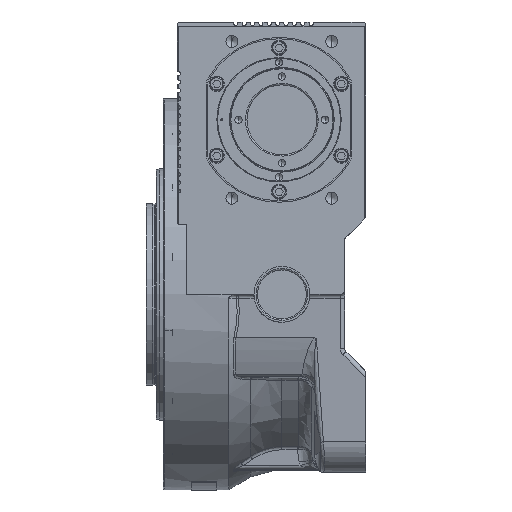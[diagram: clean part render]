
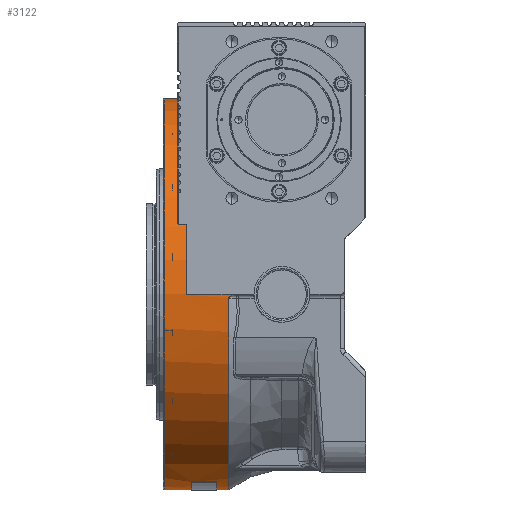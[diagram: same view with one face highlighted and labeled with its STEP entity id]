
A CAD part, left-side view. The second image highlights one B-rep face of the part: STEP entity #3122.
In plain terms, the highlighted cylindrical face has radius 140 mm (diameter 280 mm), a partial arc.
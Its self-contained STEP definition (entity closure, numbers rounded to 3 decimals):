
#194 = DIRECTION ( 'NONE',  ( 0., -1., 0. ) ) ;
#615 = DIRECTION ( 'NONE',  ( 0., 1., 0. ) ) ;
#631 = DIRECTION ( 'NONE',  ( 0., 1., 0. ) ) ;
#728 = VECTOR ( 'NONE', #194, 1000. ) ;
#1134 = DIRECTION ( 'NONE',  ( 0., 1., 0. ) ) ;
#1193 = VERTEX_POINT ( 'NONE', #58858 ) ;
#1342 = ORIENTED_EDGE ( 'NONE', *, *, #9794, .T. ) ;
#1954 = CARTESIAN_POINT ( 'NONE',  ( 0., 84.2, -140. ) ) ;
#2047 = CARTESIAN_POINT ( 'NONE',  ( -139.995, 36.913, -1.231 ) ) ;
#2540 = CARTESIAN_POINT ( 'NONE',  ( -139.972, 38., -2.793 ) ) ;
#3122 = ADVANCED_FACE ( 'NONE', ( #14242 ), #6370, .T. ) ;
#4689 = AXIS2_PLACEMENT_3D ( 'NONE', #30548, #91846, #37921 ) ;
#5675 = VECTOR ( 'NONE', #73972, 1000. ) ;
#5837 = EDGE_CURVE ( 'NONE', #85050, #53959, #89216, .T. ) ;
#6370 = CYLINDRICAL_SURFACE ( 'NONE', #71347, 140. ) ;
#6842 = DIRECTION ( 'NONE',  ( 0., 1., 0. ) ) ;
#7848 = AXIS2_PLACEMENT_3D ( 'NONE', #92401, #631, #55163 ) ;
#8465 = CARTESIAN_POINT ( 'NONE',  ( -140., 34.13, -0.181 ) ) ;
#9794 = EDGE_CURVE ( 'NONE', #1193, #84207, #94067, .T. ) ;
#10593 = DIRECTION ( 'NONE',  ( 0., 1., 0. ) ) ;
#14242 = FACE_OUTER_BOUND ( 'NONE', #21356, .T. ) ;
#15055 = CARTESIAN_POINT ( 'NONE',  ( 0., 55., 140. ) ) ;
#16306 = CARTESIAN_POINT ( 'NONE',  ( -139.992, 37.26, -1.516 ) ) ;
#16604 = EDGE_CURVE ( 'NONE', #49912, #85050, #59108, .T. ) ;
#16802 = CARTESIAN_POINT ( 'NONE',  ( -139.986, 37.666, -1.961 ) ) ;
#20596 = VECTOR ( 'NONE', #1134, 1000. ) ;
#21356 = EDGE_LOOP ( 'NONE', ( #31024, #78083, #38497, #57055, #27939, #47823, #65064, #43212, #83072, #94603, #1342 ) ) ;
#21547 = EDGE_CURVE ( 'NONE', #66256, #85844, #77871, .T. ) ;
#22918 = CARTESIAN_POINT ( 'NONE',  ( -39.598, 64.5, -134.283 ) ) ;
#23789 = DIRECTION ( 'NONE',  ( 0., 0., 1. ) ) ;
#24170 = CARTESIAN_POINT ( 'NONE',  ( -139.991, 37.37, -1.618 ) ) ;
#24666 = CARTESIAN_POINT ( 'NONE',  ( -139.982, 37.823, -2.217 ) ) ;
#25145 = CARTESIAN_POINT ( 'NONE',  ( -139.98, 37.888, -2.355 ) ) ;
#25373 = DIRECTION ( 'NONE',  ( 0., 0., 1. ) ) ;
#26362 = VERTEX_POINT ( 'NONE', #70032 ) ;
#27939 = ORIENTED_EDGE ( 'NONE', *, *, #16604, .T. ) ;
#29578 = EDGE_CURVE ( 'NONE', #87356, #1193, #52800, .T. ) ;
#30548 = CARTESIAN_POINT ( 'NONE',  ( 0., 46.5, 0. ) ) ;
#31024 = ORIENTED_EDGE ( 'NONE', *, *, #59113, .F. ) ;
#31147 = CARTESIAN_POINT ( 'NONE',  ( -139.998, 36.127, -0.79 ) ) ;
#31621 = LINE ( 'NONE', #68402, #20596 ) ;
#32675 = EDGE_CURVE ( 'NONE', #49912, #26362, #75541, .T. ) ;
#33714 = CARTESIAN_POINT ( 'NONE',  ( 0., 55., -140. ) ) ;
#35740 = AXIS2_PLACEMENT_3D ( 'NONE', #77423, #93590, #25373 ) ;
#36530 = DIRECTION ( 'NONE',  ( 0., 0., 1. ) ) ;
#37530 = CARTESIAN_POINT ( 'NONE',  ( 0., 38., -140. ) ) ;
#37921 = DIRECTION ( 'NONE',  ( 0., 0., 1. ) ) ;
#38497 = ORIENTED_EDGE ( 'NONE', *, *, #84700, .T. ) ;
#39461 = CARTESIAN_POINT ( 'NONE',  ( -139.975, 37.976, -2.645 ) ) ;
#39868 = CARTESIAN_POINT ( 'NONE',  ( 0., 46.5, -140. ) ) ;
#40187 = CARTESIAN_POINT ( 'NONE',  ( -140., 68., 0. ) ) ;
#41846 = AXIS2_PLACEMENT_3D ( 'NONE', #67414, #615, #36530 ) ;
#43212 = ORIENTED_EDGE ( 'NONE', *, *, #21547, .F. ) ;
#43484 = CARTESIAN_POINT ( 'NONE',  ( -39.598, 55., -134.283 ) ) ;
#45861 = CARTESIAN_POINT ( 'NONE',  ( -139.999, 35.002, -0.382 ) ) ;
#47823 = ORIENTED_EDGE ( 'NONE', *, *, #5837, .T. ) ;
#48365 = DIRECTION ( 'NONE',  ( 0., -1., 0. ) ) ;
#49912 = VERTEX_POINT ( 'NONE', #40187 ) ;
#52800 = LINE ( 'NONE', #43484, #728 ) ;
#53724 = CARTESIAN_POINT ( 'NONE',  ( -140., 34.422, -0.239 ) ) ;
#53959 = VERTEX_POINT ( 'NONE', #75532 ) ;
#54682 = CARTESIAN_POINT ( 'NONE',  ( -139.996, 36.656, -1.069 ) ) ;
#55161 = CARTESIAN_POINT ( 'NONE',  ( -140., 32.656, 0. ) ) ;
#55163 = DIRECTION ( 'NONE',  ( 0., 0., 1. ) ) ;
#55252 = VERTEX_POINT ( 'NONE', #37530 ) ;
#57055 = ORIENTED_EDGE ( 'NONE', *, *, #32675, .F. ) ;
#58858 = CARTESIAN_POINT ( 'NONE',  ( -39.598, 46.5, -134.283 ) ) ;
#59108 = CIRCLE ( 'NONE', #41846, 140. ) ;
#59113 = EDGE_CURVE ( 'NONE', #55252, #84207, #31621, .T. ) ;
#60598 = CARTESIAN_POINT ( 'NONE',  ( -139.988, 37.573, -1.84 ) ) ;
#61068 = CARTESIAN_POINT ( 'NONE',  ( -139.969, 38., -2.945 ) ) ;
#63668 = EDGE_CURVE ( 'NONE', #53959, #85844, #83819, .T. ) ;
#65064 = ORIENTED_EDGE ( 'NONE', *, *, #63668, .T. ) ;
#66256 = VERTEX_POINT ( 'NONE', #70446 ) ;
#66275 = CARTESIAN_POINT ( 'NONE',  ( 0., 55., 0. ) ) ;
#67414 = CARTESIAN_POINT ( 'NONE',  ( 0., 68., 0. ) ) ;
#68402 = CARTESIAN_POINT ( 'NONE',  ( 0., 55., -140. ) ) ;
#68763 = CARTESIAN_POINT ( 'NONE',  ( 0., 68., 140. ) ) ;
#69326 = CARTESIAN_POINT ( 'NONE',  ( -140., 32.056, 0. ) ) ;
#69416 = EDGE_CURVE ( 'NONE', #55252, #85746, #79547, .T. ) ;
#70032 = CARTESIAN_POINT ( 'NONE',  ( -140., 32.056, 0. ) ) ;
#70446 = CARTESIAN_POINT ( 'NONE',  ( 0., 64.5, -140. ) ) ;
#71347 = AXIS2_PLACEMENT_3D ( 'NONE', #66275, #6842, #96231 ) ;
#73298 = B_SPLINE_CURVE_WITH_KNOTS ( 'NONE', 3,
 ( #61068, #2540, #39461, #25145, #24666, #16802, #60598, #24170, #16306, #2047, #54682, #31147, #75745, #84555, #45861, #53724, #8465, #77198, #55161, #69326 ),
 .UNSPECIFIED., .F., .F.,
 ( 4, 2, 2, 2, 2, 2, 2, 2, 2, 4 ),
 ( 0., 0., 0.001, 0.001, 0.002, 0.003, 0.004, 0.005, 0.005, 0.007 ),
 .UNSPECIFIED. ) ;
#73972 = DIRECTION ( 'NONE',  ( 0., 1., 0. ) ) ;
#75532 = CARTESIAN_POINT ( 'NONE',  ( 0., 84.2, 140. ) ) ;
#75541 = LINE ( 'NONE', #82917, #86878 ) ;
#75745 = CARTESIAN_POINT ( 'NONE',  ( -139.998, 35.853, -0.672 ) ) ;
#77198 = CARTESIAN_POINT ( 'NONE',  ( -140., 33.249, -0.044 ) ) ;
#77423 = CARTESIAN_POINT ( 'NONE',  ( 0., 38., 0. ) ) ;
#77871 = LINE ( 'NONE', #33714, #82292 ) ;
#78083 = ORIENTED_EDGE ( 'NONE', *, *, #69416, .T. ) ;
#79547 = CIRCLE ( 'NONE', #35740, 140. ) ;
#82292 = VECTOR ( 'NONE', #10593, 1000. ) ;
#82917 = CARTESIAN_POINT ( 'NONE',  ( -140., -60., 0. ) ) ;
#83072 = ORIENTED_EDGE ( 'NONE', *, *, #96222, .T. ) ;
#83130 = CARTESIAN_POINT ( 'NONE',  ( -139.969, 38., -2.945 ) ) ;
#83145 = CIRCLE ( 'NONE', #7848, 140. ) ;
#83388 = DIRECTION ( 'NONE',  ( 0., -1., 0. ) ) ;
#83819 = CIRCLE ( 'NONE', #85338, 140. ) ;
#84207 = VERTEX_POINT ( 'NONE', #39868 ) ;
#84555 = CARTESIAN_POINT ( 'NONE',  ( -139.999, 35.291, -0.468 ) ) ;
#84700 = EDGE_CURVE ( 'NONE', #85746, #26362, #73298, .T. ) ;
#85050 = VERTEX_POINT ( 'NONE', #68763 ) ;
#85120 = CARTESIAN_POINT ( 'NONE',  ( 0., 84.2, 0. ) ) ;
#85338 = AXIS2_PLACEMENT_3D ( 'NONE', #85120, #48365, #23789 ) ;
#85746 = VERTEX_POINT ( 'NONE', #83130 ) ;
#85844 = VERTEX_POINT ( 'NONE', #1954 ) ;
#86878 = VECTOR ( 'NONE', #83388, 1000. ) ;
#87356 = VERTEX_POINT ( 'NONE', #22918 ) ;
#89216 = LINE ( 'NONE', #15055, #5675 ) ;
#91846 = DIRECTION ( 'NONE',  ( 0., -1., 0. ) ) ;
#92401 = CARTESIAN_POINT ( 'NONE',  ( 0., 64.5, 0. ) ) ;
#93590 = DIRECTION ( 'NONE',  ( 0., 1., 0. ) ) ;
#94067 = CIRCLE ( 'NONE', #4689, 140. ) ;
#94603 = ORIENTED_EDGE ( 'NONE', *, *, #29578, .T. ) ;
#96222 = EDGE_CURVE ( 'NONE', #66256, #87356, #83145, .T. ) ;
#96231 = DIRECTION ( 'NONE',  ( 0., 0., 1. ) ) ;
